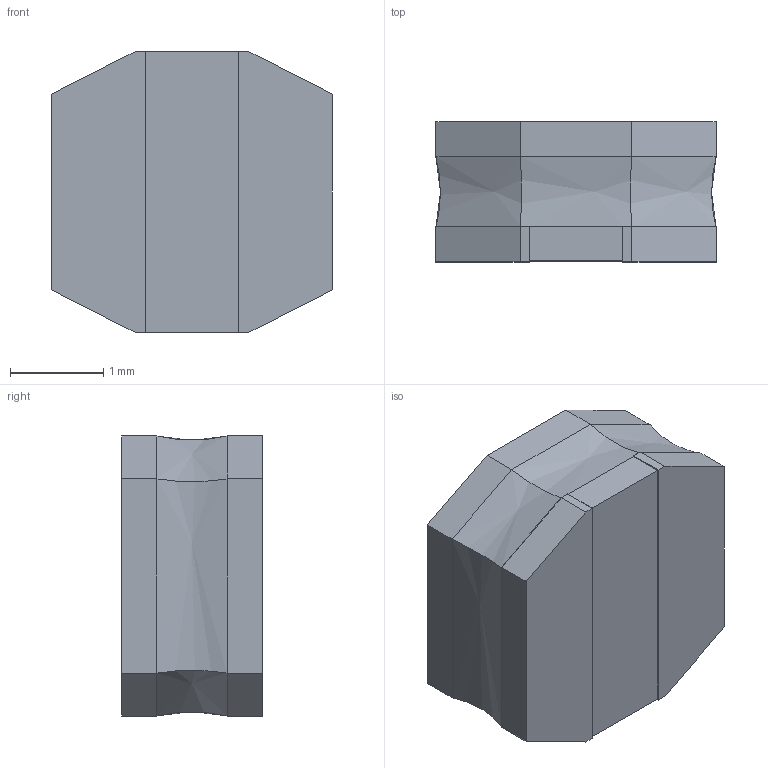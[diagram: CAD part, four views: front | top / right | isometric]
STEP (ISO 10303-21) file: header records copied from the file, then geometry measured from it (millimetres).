
FILE_DESCRIPTION (( 'STEP AP214' ), '1' );
FILE_NAME ('VLS3015CX-H(3Dmodel).STEP', '2020-10-15T07:28:39', ( 'TDK庄内株式会社' ), ( '鶴岡工場' ), 'SwSTEP 2.0', 'SolidWorks 2020', '' );
FILE_SCHEMA (( 'AUTOMOTIVE_DESIGN' ));
Length unit declared in the file: millimetre
Products named in the file (1): VLS3015CX-H(3Dmodel)
Bounding box: 3.01 x 1.5 x 3.02 mm (x, y, z)
Volume: 12 mm3; surface area: 32.3 mm2
Topology: 1 solids, 1 shells, 42 faces, 100 edges, 60 vertices
Faces by surface type: plane 34, bspline 8
Entity records: 1722 total; most frequent: CARTESIAN_POINT 375, ORIENTED_EDGE 200, DIRECTION 142, EDGE_CURVE 100, LINE 72, VECTOR 72, VERTEX_POINT 60, UNCERTAINTY_MEASURE_WITH_UNIT 43
